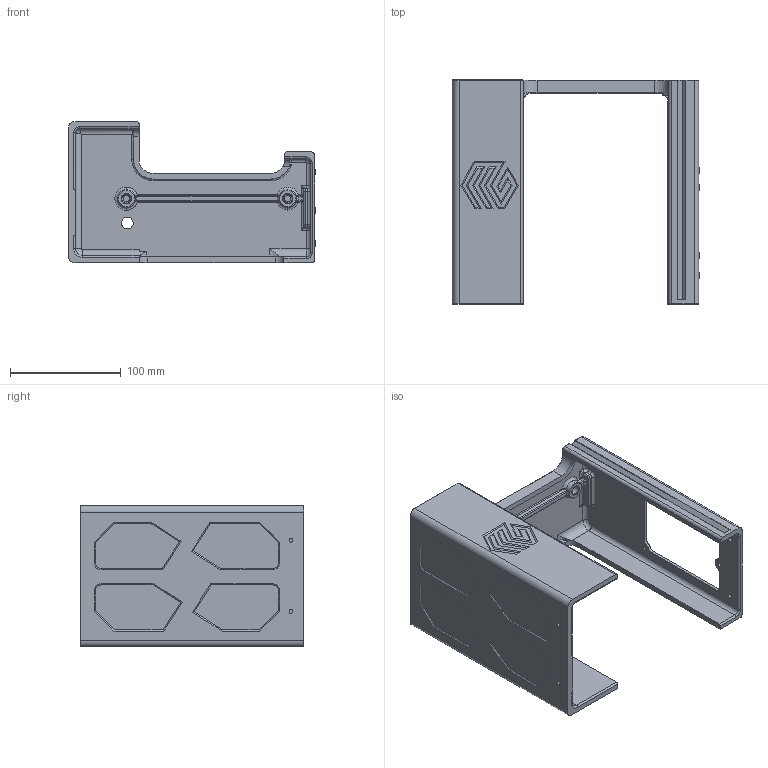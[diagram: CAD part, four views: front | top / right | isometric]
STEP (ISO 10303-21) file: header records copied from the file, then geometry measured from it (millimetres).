
FILE_DESCRIPTION (( 'STEP AP214' ), '1' );
FILE_NAME ('MicroBeta_Top_v2.STEP', '2021-08-27T00:14:20', ( '' ), ( '' ), 'SwSTEP 2.0', 'SolidWorks 2021', '' );
FILE_SCHEMA (( 'AUTOMOTIVE_DESIGN' ));
Length unit declared in the file: inch
Products named in the file (1): MicroBeta_Top_v2
Bounding box: 223.5 x 202.29 x 127.49 mm (x, y, z)
Volume: 528244.1 mm3; surface area: 197523.5 mm2
Topology: 1 solids, 1 shells, 510 faces, 1331 edges, 830 vertices
Faces by surface type: plane 247, cylinder 138, torus 45, bspline 45, cone 32, sphere 3
Entity records: 19778 total; most frequent: CARTESIAN_POINT 7452, ORIENTED_EDGE 2636, DIRECTION 2454, EDGE_CURVE 1318, AXIS2_PLACEMENT_3D 829, VERTEX_POINT 829, VECTOR 796, LINE 796
